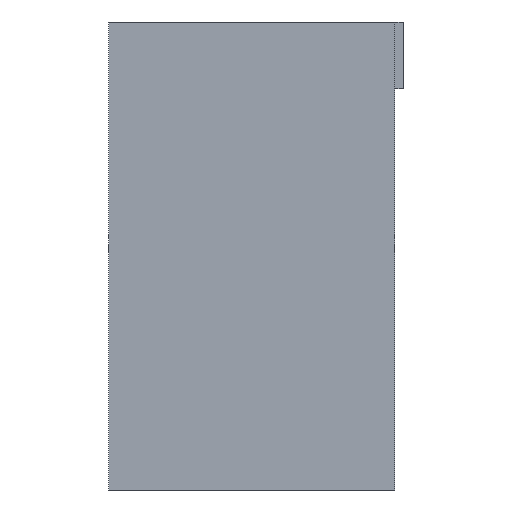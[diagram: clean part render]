
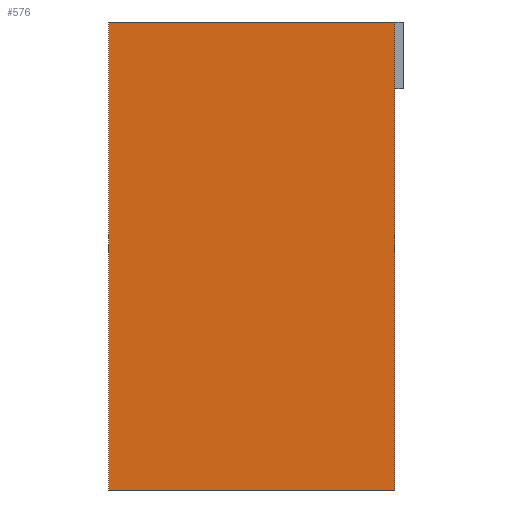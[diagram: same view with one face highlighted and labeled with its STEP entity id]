
A CAD part, left-side view. The second image highlights one B-rep face of the part: STEP entity #576.
In plain terms, the highlighted planar face has unit normal (-1, 0, 0).
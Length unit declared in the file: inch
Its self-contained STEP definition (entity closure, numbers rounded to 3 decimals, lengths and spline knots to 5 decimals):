
#51 = LINE ( 'NONE', #582, #1353 ) ;
#115 = DIRECTION ( 'NONE',  ( 1., 0., 0. ) ) ;
#122 = CARTESIAN_POINT ( 'NONE',  ( -0.28543, 0.5126, 0. ) ) ;
#126 = ORIENTED_EDGE ( 'NONE', *, *, #1003, .F. ) ;
#133 = ORIENTED_EDGE ( 'NONE', *, *, #910, .F. ) ;
#229 = VERTEX_POINT ( 'NONE', #672 ) ;
#235 = CARTESIAN_POINT ( 'NONE',  ( -0.28543, 0., 0. ) ) ;
#241 = CARTESIAN_POINT ( 'NONE',  ( -0.28543, 0., 0.83858 ) ) ;
#249 = DIRECTION ( 'NONE',  ( 0., 0., 1. ) ) ;
#281 = DIRECTION ( 'NONE',  ( 0., 0., -1. ) ) ;
#322 = EDGE_CURVE ( 'NONE', #794, #998, #51, .T. ) ;
#395 = DIRECTION ( 'NONE',  ( 0., 1., 0. ) ) ;
#409 = ORIENTED_EDGE ( 'NONE', *, *, #322, .F. ) ;
#437 = FACE_OUTER_BOUND ( 'NONE', #616, .T. ) ;
#459 = LINE ( 'NONE', #241, #1093 ) ;
#464 = PLANE ( 'NONE',  #799 ) ;
#479 = LINE ( 'NONE', #1326, #842 ) ;
#576 = ADVANCED_FACE ( 'NONE', ( #437 ), #464, .F. ) ;
#582 = CARTESIAN_POINT ( 'NONE',  ( -0.28543, 0., 0. ) ) ;
#616 = EDGE_LOOP ( 'NONE', ( #964, #409, #126, #133 ) ) ;
#654 = DIRECTION ( 'NONE',  ( 0., -1., 0. ) ) ;
#672 = CARTESIAN_POINT ( 'NONE',  ( -0.28543, 0.5126, 0.83858 ) ) ;
#735 = CARTESIAN_POINT ( 'NONE',  ( -0.28543, 0.5126, 0. ) ) ;
#794 = VERTEX_POINT ( 'NONE', #1044 ) ;
#799 = AXIS2_PLACEMENT_3D ( 'NONE', #235, #115, #968 ) ;
#842 = VECTOR ( 'NONE', #395, 39.37008 ) ;
#910 = EDGE_CURVE ( 'NONE', #1271, #229, #1269, .T. ) ;
#964 = ORIENTED_EDGE ( 'NONE', *, *, #1343, .F. ) ;
#968 = DIRECTION ( 'NONE',  ( 0., 0., -1. ) ) ;
#998 = VERTEX_POINT ( 'NONE', #1181 ) ;
#1003 = EDGE_CURVE ( 'NONE', #229, #794, #459, .T. ) ;
#1021 = VECTOR ( 'NONE', #249, 39.37008 ) ;
#1044 = CARTESIAN_POINT ( 'NONE',  ( -0.28543, 0., 0.83858 ) ) ;
#1093 = VECTOR ( 'NONE', #654, 39.37008 ) ;
#1181 = CARTESIAN_POINT ( 'NONE',  ( -0.28543, 0., 0. ) ) ;
#1269 = LINE ( 'NONE', #122, #1021 ) ;
#1271 = VERTEX_POINT ( 'NONE', #735 ) ;
#1326 = CARTESIAN_POINT ( 'NONE',  ( -0.28543, 0., 0. ) ) ;
#1343 = EDGE_CURVE ( 'NONE', #998, #1271, #479, .T. ) ;
#1353 = VECTOR ( 'NONE', #281, 39.37008 ) ;
